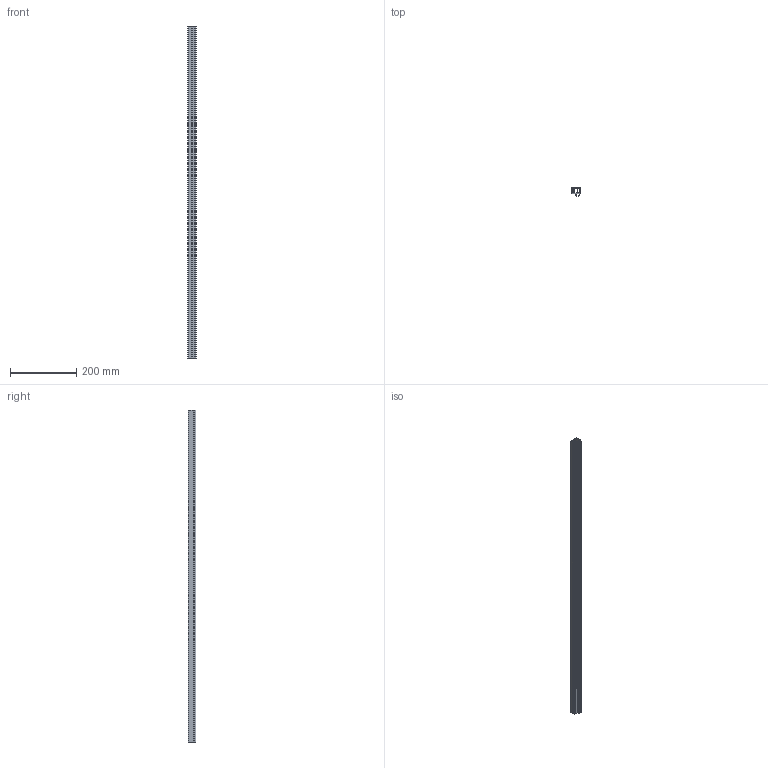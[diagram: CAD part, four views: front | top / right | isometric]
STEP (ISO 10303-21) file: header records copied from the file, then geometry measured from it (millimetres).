
FILE_DESCRIPTION(/* description */ ('Profilo guida montaggio lastre sp=3 serie 40 L=1000 mm'),/* implementation_level */ '2;1');
FILE_NAME(/* name */ 'PMS40-3_L=1000.stp',/* time_stamp */ '2021-02-19T14:07:12+01:00',/* author */ ('omnitec'),/* organization */ (''),/* preprocessor_version */ 'ST-DEVELOPER v18.1',/* originating_system */ 'Autodesk Inventor 2021',/* authorisation */ '');
FILE_SCHEMA (('AUTOMOTIVE_DESIGN { 1 0 10303 214 3 1 1 }'));
Length unit declared in the file: millimetre
Products named in the file (1): PMS40-3_L=1000
Bounding box: 26 x 22.49 x 1000 mm (x, y, z)
Volume: 175352.2 mm3; surface area: 264085.2 mm2
Topology: 1 solids, 1 shells, 69 faces, 201 edges, 134 vertices
Faces by surface type: plane 61, cylinder 8
Entity records: 2316 total; most frequent: CARTESIAN_POINT 405, ORIENTED_EDGE 402, DIRECTION 357, EDGE_CURVE 201, LINE 185, VECTOR 185, VERTEX_POINT 134, AXIS2_PLACEMENT_3D 86
